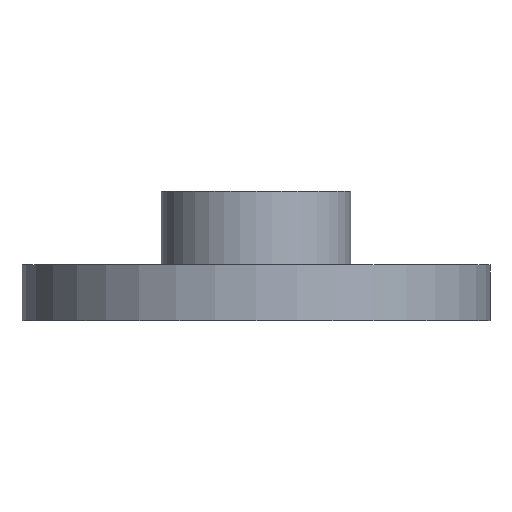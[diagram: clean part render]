
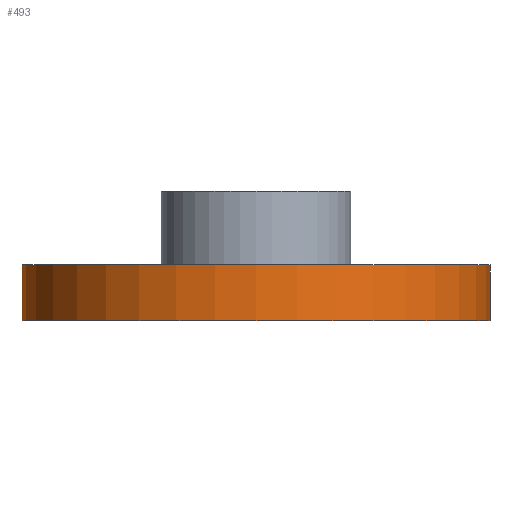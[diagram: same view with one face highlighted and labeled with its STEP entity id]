
A CAD part, front view. The second image highlights one B-rep face of the part: STEP entity #493.
In plain terms, the highlighted cylindrical face has radius 10.5 mm (diameter 21 mm), a partial arc.
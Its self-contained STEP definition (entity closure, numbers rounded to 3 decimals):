
#2 = ORIENTED_EDGE ( 'NONE', *, *, #931, .F. ) ;
#7 = ORIENTED_EDGE ( 'NONE', *, *, #776, .F. ) ;
#10 = LINE ( 'NONE', #489, #300 ) ;
#54 = LINE ( 'NONE', #532, #307 ) ;
#88 = DIRECTION ( 'NONE',  ( 0., 0., -1. ) ) ;
#118 = CIRCLE ( 'NONE', #971, 10.5 ) ;
#162 = EDGE_CURVE ( 'NONE', #1534, #200, #10, .T. ) ;
#186 = DIRECTION ( 'NONE',  ( 0., 0., 1. ) ) ;
#200 = VERTEX_POINT ( 'NONE', #494 ) ;
#201 = FACE_OUTER_BOUND ( 'NONE', #880, .T. ) ;
#242 = DIRECTION ( 'NONE',  ( 1., 0., 0. ) ) ;
#272 = ORIENTED_EDGE ( 'NONE', *, *, #973, .T. ) ;
#290 = ORIENTED_EDGE ( 'NONE', *, *, #162, .T. ) ;
#300 = VECTOR ( 'NONE', #954, 1000. ) ;
#307 = VECTOR ( 'NONE', #997, 1000. ) ;
#416 = VERTEX_POINT ( 'NONE', #418 ) ;
#418 = CARTESIAN_POINT ( 'NONE',  ( 10.5, 0., 0. ) ) ;
#436 = AXIS2_PLACEMENT_3D ( 'NONE', #1243, #186, #658 ) ;
#489 = CARTESIAN_POINT ( 'NONE',  ( -10.5, 0., 2.5 ) ) ;
#493 = ADVANCED_FACE ( 'NONE', ( #201 ), #674, .T. ) ;
#494 = CARTESIAN_POINT ( 'NONE',  ( -10.5, 0., 0. ) ) ;
#532 = CARTESIAN_POINT ( 'NONE',  ( 10.5, 0., 2.5 ) ) ;
#565 = DIRECTION ( 'NONE',  ( -1., 0., 0. ) ) ;
#636 = CARTESIAN_POINT ( 'NONE',  ( -10.5, 0., 2.5 ) ) ;
#658 = DIRECTION ( 'NONE',  ( 1., 0., 0. ) ) ;
#674 = CYLINDRICAL_SURFACE ( 'NONE', #1237, 10.5 ) ;
#776 = EDGE_CURVE ( 'NONE', #1534, #1063, #118, .T. ) ;
#824 = CARTESIAN_POINT ( 'NONE',  ( 0., 0., 2.5 ) ) ;
#880 = EDGE_LOOP ( 'NONE', ( #2, #7, #290, #272 ) ) ;
#931 = EDGE_CURVE ( 'NONE', #1063, #416, #54, .T. ) ;
#954 = DIRECTION ( 'NONE',  ( 0., 0., -1. ) ) ;
#971 = AXIS2_PLACEMENT_3D ( 'NONE', #824, #1302, #242 ) ;
#973 = EDGE_CURVE ( 'NONE', #200, #416, #1092, .T. ) ;
#997 = DIRECTION ( 'NONE',  ( 0., 0., -1. ) ) ;
#1063 = VERTEX_POINT ( 'NONE', #1511 ) ;
#1092 = CIRCLE ( 'NONE', #436, 10.5 ) ;
#1146 = CARTESIAN_POINT ( 'NONE',  ( 0., 0., 2.5 ) ) ;
#1237 = AXIS2_PLACEMENT_3D ( 'NONE', #1146, #88, #565 ) ;
#1243 = CARTESIAN_POINT ( 'NONE',  ( 0., 0., 0. ) ) ;
#1302 = DIRECTION ( 'NONE',  ( 0., 0., 1. ) ) ;
#1511 = CARTESIAN_POINT ( 'NONE',  ( 10.5, 0., 2.5 ) ) ;
#1534 = VERTEX_POINT ( 'NONE', #636 ) ;
